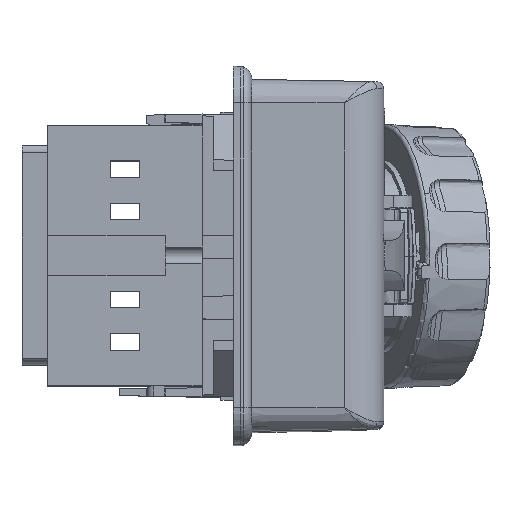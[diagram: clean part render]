
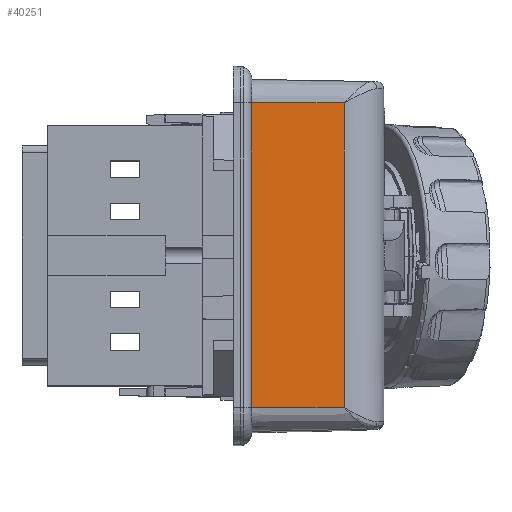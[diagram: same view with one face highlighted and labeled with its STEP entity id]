
A CAD part, top view. The second image highlights one B-rep face of the part: STEP entity #40251.
In plain terms, the highlighted planar face has unit normal (0.018, 0, 1).
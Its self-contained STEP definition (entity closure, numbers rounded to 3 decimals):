
#8524=CARTESIAN_POINT('',(14.192,41.5,111.46));
#8526=DIRECTION('',(-1.,0.,0.017));
#8527=VECTOR('',#8526,25.196);
#8528=CARTESIAN_POINT('',(14.192,-41.5,111.46));
#8529=LINE('',#8528,#8527);
#8530=DIRECTION('',(0.,1.,0.));
#8531=VECTOR('',#8530,83.);
#8532=CARTESIAN_POINT('',(-11.,-41.5,111.9));
#8533=LINE('',#8532,#8531);
#8534=DIRECTION('',(1.,0.,-0.017));
#8535=VECTOR('',#8534,25.196);
#8536=CARTESIAN_POINT('',(-11.,41.5,111.9));
#8537=LINE('',#8536,#8535);
#8590=CARTESIAN_POINT('',(14.192,-41.5,111.46));
#8605=DIRECTION('',(0.,1.,0.));
#8606=VECTOR('',#8605,83.);
#8607=CARTESIAN_POINT('',(14.192,-41.5,111.46));
#8608=LINE('',#8607,#8606);
#26694=VERTEX_POINT('',#8524);
#26720=VERTEX_POINT('',#8590);
#27513=CARTESIAN_POINT('',(-11.,-41.5,111.9));
#27515=VERTEX_POINT('',#27513);
#27516=CARTESIAN_POINT('',(-11.,41.5,111.9));
#27517=VERTEX_POINT('',#27516);
#40238=CARTESIAN_POINT('',(-11.,0.,111.9));
#40239=DIRECTION('',(-0.017,0.,-1.));
#40240=DIRECTION('',(0.,-1.,0.));
#40241=AXIS2_PLACEMENT_3D('',#40238,#40239,#40240);
#40242=PLANE('',#40241);
#40244=ORIENTED_EDGE('',*,*,#40243,.T.);
#40245=ORIENTED_EDGE('',*,*,#40048,.T.);
#40246=ORIENTED_EDGE('',*,*,#40229,.T.);
#40248=ORIENTED_EDGE('',*,*,#40247,.F.);
#40249=EDGE_LOOP('',(#40244,#40245,#40246,#40248));
#40250=FACE_OUTER_BOUND('',#40249,.F.);
#40251=ADVANCED_FACE('',(#40250),#40242,.F.);
#40048=EDGE_CURVE('',#27515,#27517,#8533,.T.);
#40229=EDGE_CURVE('',#27517,#26694,#8537,.T.);
#40243=EDGE_CURVE('',#26720,#27515,#8529,.T.);
#40247=EDGE_CURVE('',#26720,#26694,#8608,.T.);
